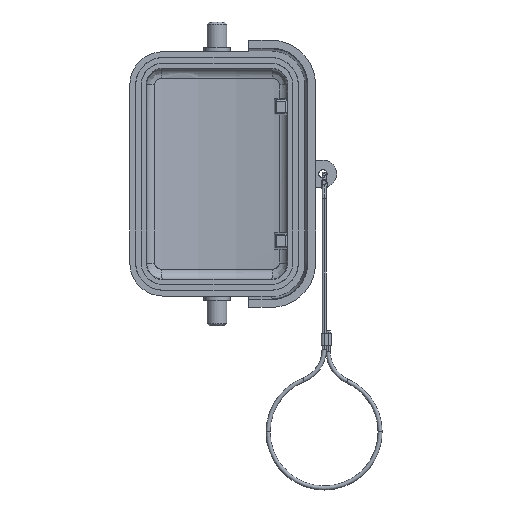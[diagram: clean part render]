
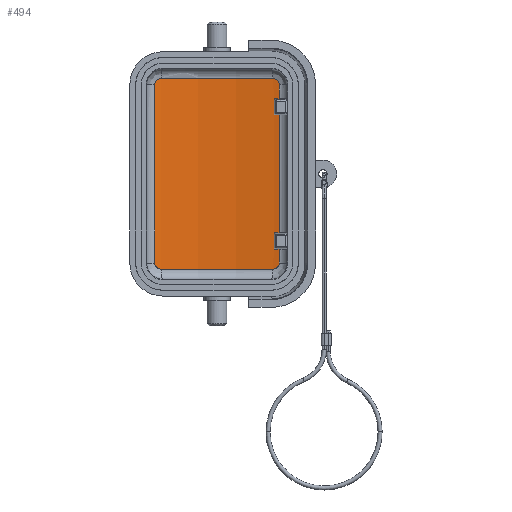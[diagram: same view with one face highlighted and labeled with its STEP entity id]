
A CAD part, front view. The second image highlights one B-rep face of the part: STEP entity #494.
In plain terms, the highlighted cylindrical face has radius 77.4 mm (diameter 154.8 mm), a partial arc.
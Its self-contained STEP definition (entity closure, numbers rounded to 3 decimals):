
#187=B_SPLINE_CURVE_WITH_KNOTS('',3,(#8254,#8255,#8256,#8257),
 .UNSPECIFIED.,.F.,.F.,(4,4),(0.,1.),.UNSPECIFIED.);
#193=B_SPLINE_CURVE_WITH_KNOTS('',3,(#8288,#8289,#8290,#8291),
 .UNSPECIFIED.,.F.,.F.,(4,4),(0.,1.),.UNSPECIFIED.);
#197=B_SPLINE_CURVE_WITH_KNOTS('',3,(#8310,#8311,#8312,#8313),
 .UNSPECIFIED.,.F.,.F.,(4,4),(0.,1.),.UNSPECIFIED.);
#199=B_SPLINE_CURVE_WITH_KNOTS('',3,(#8320,#8321,#8322,#8323),
 .UNSPECIFIED.,.F.,.F.,(4,4),(0.,1.),.UNSPECIFIED.);
#203=B_SPLINE_CURVE_WITH_KNOTS('',3,(#8350,#8351,#8352,#8353),
 .UNSPECIFIED.,.F.,.F.,(4,4),(0.,1.),.UNSPECIFIED.);
#204=B_SPLINE_CURVE_WITH_KNOTS('',3,(#8355,#8356,#8357,#8358),
 .UNSPECIFIED.,.F.,.F.,(4,4),(0.,1.),.UNSPECIFIED.);
#205=B_SPLINE_CURVE_WITH_KNOTS('',3,(#8360,#8361,#8362,#8363),
 .UNSPECIFIED.,.F.,.F.,(4,4),(0.,1.),.UNSPECIFIED.);
#206=B_SPLINE_CURVE_WITH_KNOTS('',3,(#8367,#8368,#8369,#8370),
 .UNSPECIFIED.,.F.,.F.,(4,4),(0.,1.),.UNSPECIFIED.);
#207=B_SPLINE_CURVE_WITH_KNOTS('',3,(#8372,#8373,#8374,#8375),
 .UNSPECIFIED.,.F.,.F.,(4,4),(0.,1.),.UNSPECIFIED.);
#208=B_SPLINE_CURVE_WITH_KNOTS('',3,(#8377,#8378,#8379,#8380),
 .UNSPECIFIED.,.F.,.F.,(4,4),(0.,1.),.UNSPECIFIED.);
#494=ADVANCED_FACE('NONE',(#912),#767,.F.);
#767=CYLINDRICAL_SURFACE('',#5639,77.4);
#912=FACE_OUTER_BOUND('',#1224,.T.);
#1224=EDGE_LOOP('',(#2098,#2099,#2100,#2101,#2102,#2103,#2104,#2105,#2106,
#2107,#2108,#2109,#2110,#2111,#2112,#2113,#2114,#2115,#2116,#2117));
#1589=CIRCLE('',#5635,77.4);
#1590=CIRCLE('',#5636,77.4);
#1591=CIRCLE('',#5637,77.4);
#1592=CIRCLE('',#5638,77.4);
#2098=ORIENTED_EDGE('',*,*,#4097,.F.);
#2099=ORIENTED_EDGE('',*,*,#4082,.F.);
#2100=ORIENTED_EDGE('',*,*,#4091,.F.);
#2101=ORIENTED_EDGE('',*,*,#4110,.F.);
#2102=ORIENTED_EDGE('',*,*,#4111,.T.);
#2103=ORIENTED_EDGE('',*,*,#4112,.T.);
#2104=ORIENTED_EDGE('',*,*,#4113,.T.);
#2105=ORIENTED_EDGE('',*,*,#4114,.T.);
#2106=ORIENTED_EDGE('',*,*,#4115,.T.);
#2107=ORIENTED_EDGE('',*,*,#4116,.T.);
#2108=ORIENTED_EDGE('',*,*,#4117,.T.);
#2109=ORIENTED_EDGE('',*,*,#4118,.T.);
#2110=ORIENTED_EDGE('',*,*,#4119,.T.);
#2111=ORIENTED_EDGE('',*,*,#4120,.F.);
#2112=ORIENTED_EDGE('',*,*,#4102,.F.);
#2113=ORIENTED_EDGE('',*,*,#4080,.F.);
#2114=ORIENTED_EDGE('',*,*,#4104,.F.);
#2115=ORIENTED_EDGE('',*,*,#4121,.F.);
#2116=ORIENTED_EDGE('',*,*,#4122,.T.);
#2117=ORIENTED_EDGE('',*,*,#4123,.F.);
#3526=VERTEX_POINT('',#8222);
#3527=VERTEX_POINT('',#8224);
#3528=VERTEX_POINT('',#8231);
#3529=VERTEX_POINT('',#8232);
#3534=VERTEX_POINT('',#8258);
#3537=VERTEX_POINT('',#8292);
#3540=VERTEX_POINT('',#8314);
#3541=VERTEX_POINT('',#8324);
#3544=VERTEX_POINT('',#8347);
#3545=VERTEX_POINT('',#8349);
#3546=VERTEX_POINT('',#8354);
#3547=VERTEX_POINT('',#8359);
#3548=VERTEX_POINT('',#8364);
#3549=VERTEX_POINT('',#8366);
#3550=VERTEX_POINT('',#8371);
#3551=VERTEX_POINT('',#8376);
#3552=VERTEX_POINT('',#8381);
#3553=VERTEX_POINT('',#8383);
#3554=VERTEX_POINT('',#8386);
#3555=VERTEX_POINT('',#8388);
#4080=EDGE_CURVE('NONE',#3526,#3527,#4799,.T.);
#4082=EDGE_CURVE('NONE',#3528,#3529,#4800,.T.);
#4091=EDGE_CURVE('NONE',#3534,#3528,#187,.T.);
#4097=EDGE_CURVE('NONE',#3529,#3537,#193,.T.);
#4102=EDGE_CURVE('NONE',#3527,#3540,#197,.T.);
#4104=EDGE_CURVE('NONE',#3541,#3526,#199,.T.);
#4110=EDGE_CURVE('NONE',#3544,#3534,#1589,.T.);
#4111=EDGE_CURVE('NONE',#3544,#3545,#4809,.T.);
#4112=EDGE_CURVE('NONE',#3545,#3546,#203,.T.);
#4113=EDGE_CURVE('NONE',#3546,#3547,#204,.T.);
#4114=EDGE_CURVE('NONE',#3547,#3548,#205,.T.);
#4115=EDGE_CURVE('NONE',#3548,#3549,#4810,.T.);
#4116=EDGE_CURVE('NONE',#3549,#3550,#206,.T.);
#4117=EDGE_CURVE('NONE',#3550,#3551,#207,.T.);
#4118=EDGE_CURVE('NONE',#3551,#3552,#208,.T.);
#4119=EDGE_CURVE('NONE',#3552,#3553,#4811,.T.);
#4120=EDGE_CURVE('NONE',#3540,#3553,#1590,.T.);
#4121=EDGE_CURVE('NONE',#3554,#3541,#1591,.T.);
#4122=EDGE_CURVE('NONE',#3554,#3555,#4812,.T.);
#4123=EDGE_CURVE('NONE',#3537,#3555,#1592,.T.);
#4799=LINE('',#8223,#5183);
#4800=LINE('',#8230,#5184);
#4809=LINE('',#8348,#5193);
#4810=LINE('',#8365,#5194);
#4811=LINE('',#8382,#5195);
#4812=LINE('',#8387,#5196);
#5183=VECTOR('',#6432,1.);
#5184=VECTOR('',#6435,1.);
#5193=VECTOR('',#6472,1.);
#5194=VECTOR('',#6473,1.);
#5195=VECTOR('',#6474,1.);
#5196=VECTOR('',#6479,1.);
#5635=AXIS2_PLACEMENT_3D('',#8346,#6470,#6471);
#5636=AXIS2_PLACEMENT_3D('',#8384,#6475,#6476);
#5637=AXIS2_PLACEMENT_3D('',#8385,#6477,#6478);
#5638=AXIS2_PLACEMENT_3D('',#8389,#6480,#6481);
#5639=AXIS2_PLACEMENT_3D('',#8390,#6482,#6483);
#6432=DIRECTION('',(0.,0.,-1.));
#6435=DIRECTION('',(0.,0.,-1.));
#6470=DIRECTION('',(0.,0.,1.));
#6471=DIRECTION('',(1.,0.,0.));
#6472=DIRECTION('',(0.,0.,1.));
#6473=DIRECTION('',(0.,0.,-1.));
#6474=DIRECTION('',(0.,0.,1.));
#6475=DIRECTION('',(0.,0.,-1.));
#6476=DIRECTION('',(1.,0.,0.));
#6477=DIRECTION('',(0.,0.,1.));
#6478=DIRECTION('',(1.,0.,0.));
#6479=DIRECTION('',(0.,0.,1.));
#6480=DIRECTION('',(0.,0.,-1.));
#6481=DIRECTION('',(1.,0.,0.));
#6482=DIRECTION('',(0.,0.,1.));
#6483=DIRECTION('',(1.,0.,0.));
#8222=CARTESIAN_POINT('',(14.,-1.336,-14.799));
#8223=CARTESIAN_POINT('',(14.,-1.336,-28.6));
#8224=CARTESIAN_POINT('',(14.,-1.336,-18.201));
#8230=CARTESIAN_POINT('',(14.,-1.336,-28.6));
#8231=CARTESIAN_POINT('',(14.,-1.336,18.201));
#8232=CARTESIAN_POINT('',(14.,-1.336,14.799));
#8254=CARTESIAN_POINT('',(14.3,-1.392,18.5));
#8255=CARTESIAN_POINT('',(14.106,-1.356,18.5));
#8256=CARTESIAN_POINT('',(14.,-1.336,18.354));
#8257=CARTESIAN_POINT('',(14.,-1.336,18.201));
#8258=CARTESIAN_POINT('',(14.3,-1.392,18.5));
#8288=CARTESIAN_POINT('',(14.,-1.336,14.799));
#8289=CARTESIAN_POINT('',(14.,-1.336,14.646));
#8290=CARTESIAN_POINT('',(14.106,-1.356,14.5));
#8291=CARTESIAN_POINT('',(14.3,-1.392,14.5));
#8292=CARTESIAN_POINT('',(14.3,-1.392,14.5));
#8310=CARTESIAN_POINT('',(14.,-1.336,-18.201));
#8311=CARTESIAN_POINT('',(14.,-1.336,-18.354));
#8312=CARTESIAN_POINT('',(14.106,-1.356,-18.5));
#8313=CARTESIAN_POINT('',(14.3,-1.392,-18.5));
#8314=CARTESIAN_POINT('',(14.3,-1.392,-18.5));
#8320=CARTESIAN_POINT('',(14.3,-1.392,-14.5));
#8321=CARTESIAN_POINT('',(14.106,-1.356,-14.5));
#8322=CARTESIAN_POINT('',(14.,-1.336,-14.646));
#8323=CARTESIAN_POINT('',(14.,-1.336,-14.799));
#8324=CARTESIAN_POINT('',(14.3,-1.392,-14.5));
#8346=CARTESIAN_POINT('',(0.,-77.46,18.5));
#8347=CARTESIAN_POINT('',(15.301,-1.587,18.5));
#8348=CARTESIAN_POINT('',(15.301,-1.587,22.057));
#8349=CARTESIAN_POINT('',(15.301,-1.587,21.9));
#8350=CARTESIAN_POINT('',(15.301,-1.587,21.9));
#8351=CARTESIAN_POINT('',(15.298,-1.587,22.725));
#8352=CARTESIAN_POINT('',(14.554,-1.436,23.405));
#8353=CARTESIAN_POINT('',(13.744,-1.29,23.405));
#8354=CARTESIAN_POINT('',(13.744,-1.29,23.405));
#8355=CARTESIAN_POINT('',(13.744,-1.29,23.405));
#8356=CARTESIAN_POINT('',(4.679,0.346,23.391));
#8357=CARTESIAN_POINT('',(-4.679,0.346,23.391));
#8358=CARTESIAN_POINT('',(-13.744,-1.29,23.405));
#8359=CARTESIAN_POINT('',(-13.744,-1.29,23.405));
#8360=CARTESIAN_POINT('',(-13.744,-1.29,23.405));
#8361=CARTESIAN_POINT('',(-14.554,-1.436,23.405));
#8362=CARTESIAN_POINT('',(-15.298,-1.587,22.725));
#8363=CARTESIAN_POINT('',(-15.301,-1.587,21.9));
#8364=CARTESIAN_POINT('',(-15.301,-1.587,21.9));
#8365=CARTESIAN_POINT('',(-15.301,-1.587,-22.057));
#8366=CARTESIAN_POINT('',(-15.301,-1.587,-21.9));
#8367=CARTESIAN_POINT('',(-15.301,-1.587,-21.9));
#8368=CARTESIAN_POINT('',(-15.298,-1.587,-22.725));
#8369=CARTESIAN_POINT('',(-14.554,-1.436,-23.405));
#8370=CARTESIAN_POINT('',(-13.744,-1.29,-23.405));
#8371=CARTESIAN_POINT('',(-13.744,-1.29,-23.405));
#8372=CARTESIAN_POINT('',(-13.744,-1.29,-23.405));
#8373=CARTESIAN_POINT('',(-4.679,0.346,-23.391));
#8374=CARTESIAN_POINT('',(4.679,0.346,-23.391));
#8375=CARTESIAN_POINT('',(13.744,-1.29,-23.405));
#8376=CARTESIAN_POINT('',(13.744,-1.29,-23.405));
#8377=CARTESIAN_POINT('',(13.744,-1.29,-23.405));
#8378=CARTESIAN_POINT('',(14.554,-1.436,-23.405));
#8379=CARTESIAN_POINT('',(15.298,-1.587,-22.725));
#8380=CARTESIAN_POINT('',(15.301,-1.587,-21.9));
#8381=CARTESIAN_POINT('',(15.301,-1.587,-21.9));
#8382=CARTESIAN_POINT('',(15.301,-1.587,22.057));
#8383=CARTESIAN_POINT('',(15.301,-1.587,-18.5));
#8384=CARTESIAN_POINT('',(0.,-77.46,-18.5));
#8385=CARTESIAN_POINT('',(0.,-77.46,-14.5));
#8386=CARTESIAN_POINT('',(15.301,-1.587,-14.5));
#8387=CARTESIAN_POINT('',(15.301,-1.587,22.057));
#8388=CARTESIAN_POINT('',(15.301,-1.587,14.5));
#8389=CARTESIAN_POINT('',(0.,-77.46,14.5));
#8390=CARTESIAN_POINT('',(0.,-77.46,-28.6));
